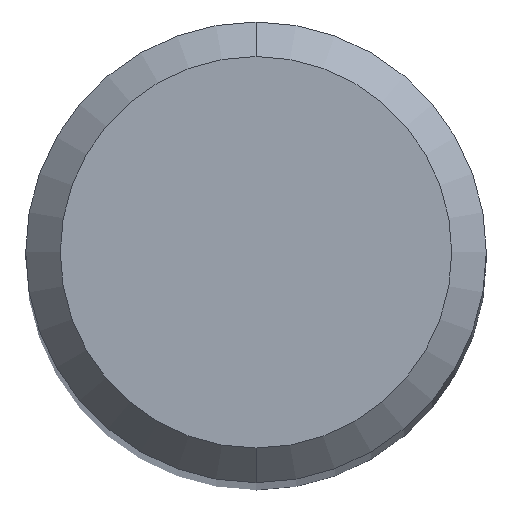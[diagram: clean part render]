
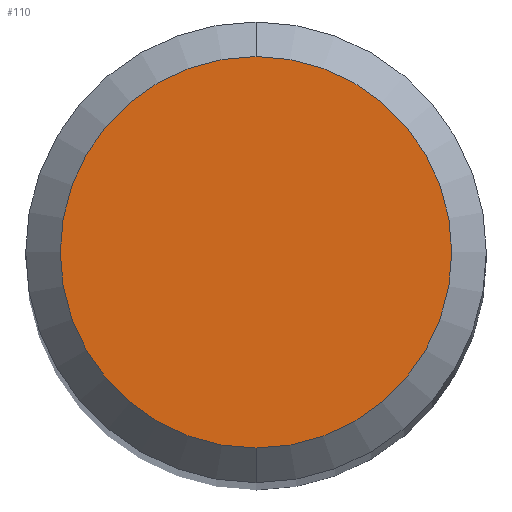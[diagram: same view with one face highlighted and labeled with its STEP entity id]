
A CAD part, top view. The second image highlights one B-rep face of the part: STEP entity #110.
In plain terms, the highlighted planar face has unit normal (0, 0, 1).
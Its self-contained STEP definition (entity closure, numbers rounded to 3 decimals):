
#110=ADVANCED_FACE('',(#276),#277,.T.);
#138=VERTEX_POINT('',#311);
#142=VERTEX_POINT('',#315);
#186=EDGE_CURVE('',#142,#138,#362,.T.);
#196=EDGE_CURVE('',#138,#142,#374,.T.);
#276=FACE_OUTER_BOUND('',#453,.T.);
#277=PLANE('',#454);
#311=CARTESIAN_POINT('',(0.0,1.7,0.0));
#315=CARTESIAN_POINT('',(0.,-1.7,0.0));
#362=CIRCLE('',#562,1.7);
#374=CIRCLE('',#576,1.7);
#453=EDGE_LOOP('',(#665,#666));
#454=AXIS2_PLACEMENT_3D('',#667,#668,#669);
#562=AXIS2_PLACEMENT_3D('',#774,#775,#776);
#576=AXIS2_PLACEMENT_3D('',#796,#797,#798);
#665=ORIENTED_EDGE('',*,*,#196,.F.);
#666=ORIENTED_EDGE('',*,*,#186,.F.);
#667=CARTESIAN_POINT('',(0.0,0.85,0.0));
#668=DIRECTION('',(-0.0,0.0,1.0));
#669=DIRECTION('',(0.0,-1.0,0.0));
#774=CARTESIAN_POINT('',(0.0,0.0,0.0));
#775=DIRECTION('',(0.0,0.0,-1.0));
#776=DIRECTION('',(0.0,1.0,0.0));
#796=CARTESIAN_POINT('',(0.0,0.0,0.0));
#797=DIRECTION('',(0.0,0.0,-1.0));
#798=DIRECTION('',(0.0,1.0,0.0));
